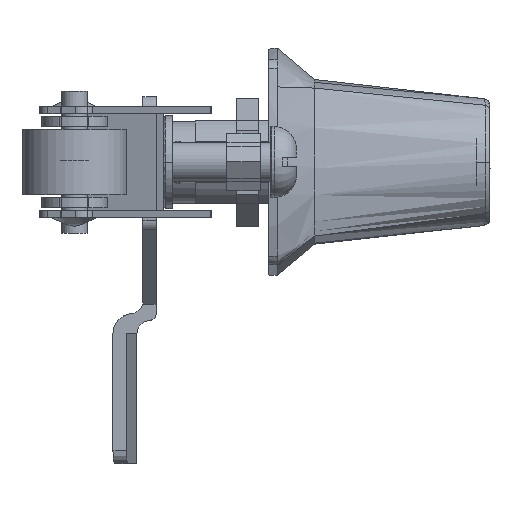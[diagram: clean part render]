
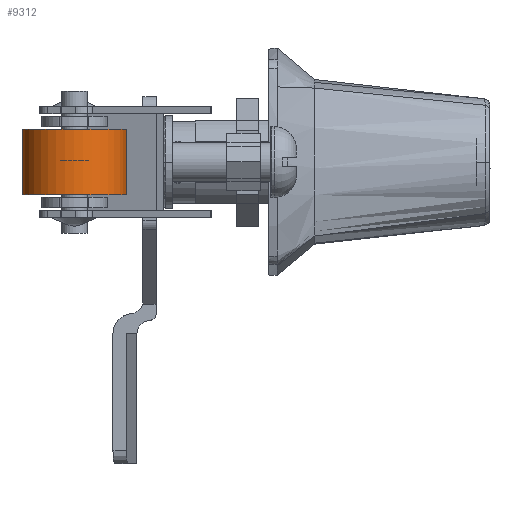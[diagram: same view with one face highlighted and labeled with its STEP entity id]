
A CAD part, front view. The second image highlights one B-rep face of the part: STEP entity #9312.
In plain terms, the highlighted cylindrical face has radius 12.7 mm (diameter 25.4 mm), a partial arc.
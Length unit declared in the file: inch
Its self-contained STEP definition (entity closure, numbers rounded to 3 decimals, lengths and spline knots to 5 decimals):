
#1280 = AXIS2_PLACEMENT_3D ( 'NONE', #22067, #17365, #10197 ) ;
#3728 = VECTOR ( 'NONE', #29174, 39.37008 ) ;
#5239 = EDGE_CURVE ( 'NONE', #8318, #29111, #28544, .T. ) ;
#6557 = FACE_OUTER_BOUND ( 'NONE', #22817, .T. ) ;
#7723 = CIRCLE ( 'NONE', #1280, 0.5 ) ;
#8079 = EDGE_CURVE ( 'NONE', #21950, #24613, #7723, .T. ) ;
#8318 = VERTEX_POINT ( 'NONE', #8475 ) ;
#8462 = DIRECTION ( 'NONE',  ( 0., 1., 0. ) ) ;
#8475 = CARTESIAN_POINT ( 'NONE',  ( -1.4685, -0.31033, 40.2464 ) ) ;
#8486 = AXIS2_PLACEMENT_3D ( 'NONE', #25388, #13518, #8462 ) ;
#9312 = ADVANCED_FACE ( 'NONE', ( #6557 ), #27335, .T. ) ;
#9450 = ORIENTED_EDGE ( 'NONE', *, *, #5239, .T. ) ;
#10197 = DIRECTION ( 'NONE',  ( 0., 1., 0. ) ) ;
#11511 = CARTESIAN_POINT ( 'NONE',  ( -2.0935, -0.31033, 40.2464 ) ) ;
#12579 = LINE ( 'NONE', #29381, #3728 ) ;
#13455 = VECTOR ( 'NONE', #23571, 39.37008 ) ;
#13518 = DIRECTION ( 'NONE',  ( -1., 0., 0. ) ) ;
#17072 = CARTESIAN_POINT ( 'NONE',  ( -2.0935, 0.18967, 40.2464 ) ) ;
#17365 = DIRECTION ( 'NONE',  ( 1., 0., 0. ) ) ;
#17707 = ORIENTED_EDGE ( 'NONE', *, *, #26957, .T. ) ;
#18027 = AXIS2_PLACEMENT_3D ( 'NONE', #17072, #26649, #26430 ) ;
#19336 = CARTESIAN_POINT ( 'NONE',  ( -2.0935, 0.68967, 40.2464 ) ) ;
#19456 = ORIENTED_EDGE ( 'NONE', *, *, #24830, .F. ) ;
#21840 = ORIENTED_EDGE ( 'NONE', *, *, #8079, .T. ) ;
#21950 = VERTEX_POINT ( 'NONE', #19336 ) ;
#22067 = CARTESIAN_POINT ( 'NONE',  ( -2.0935, 0.18967, 40.2464 ) ) ;
#22817 = EDGE_LOOP ( 'NONE', ( #21840, #17707, #9450, #19456 ) ) ;
#22851 = CARTESIAN_POINT ( 'NONE',  ( -2.0935, -0.31033, 40.2464 ) ) ;
#23571 = DIRECTION ( 'NONE',  ( 1., 0., 0. ) ) ;
#24613 = VERTEX_POINT ( 'NONE', #22851 ) ;
#24830 = EDGE_CURVE ( 'NONE', #21950, #29111, #12579, .T. ) ;
#25388 = CARTESIAN_POINT ( 'NONE',  ( -1.4685, 0.18967, 40.2464 ) ) ;
#25823 = CARTESIAN_POINT ( 'NONE',  ( -1.4685, 0.68967, 40.2464 ) ) ;
#26430 = DIRECTION ( 'NONE',  ( 0., 1., 0. ) ) ;
#26649 = DIRECTION ( 'NONE',  ( 1., 0., 0. ) ) ;
#26957 = EDGE_CURVE ( 'NONE', #24613, #8318, #30146, .T. ) ;
#27335 = CYLINDRICAL_SURFACE ( 'NONE', #18027, 0.5 ) ;
#28544 = CIRCLE ( 'NONE', #8486, 0.5 ) ;
#29111 = VERTEX_POINT ( 'NONE', #25823 ) ;
#29174 = DIRECTION ( 'NONE',  ( 1., 0., 0. ) ) ;
#29381 = CARTESIAN_POINT ( 'NONE',  ( -2.0935, 0.68967, 40.2464 ) ) ;
#30146 = LINE ( 'NONE', #11511, #13455 ) ;
